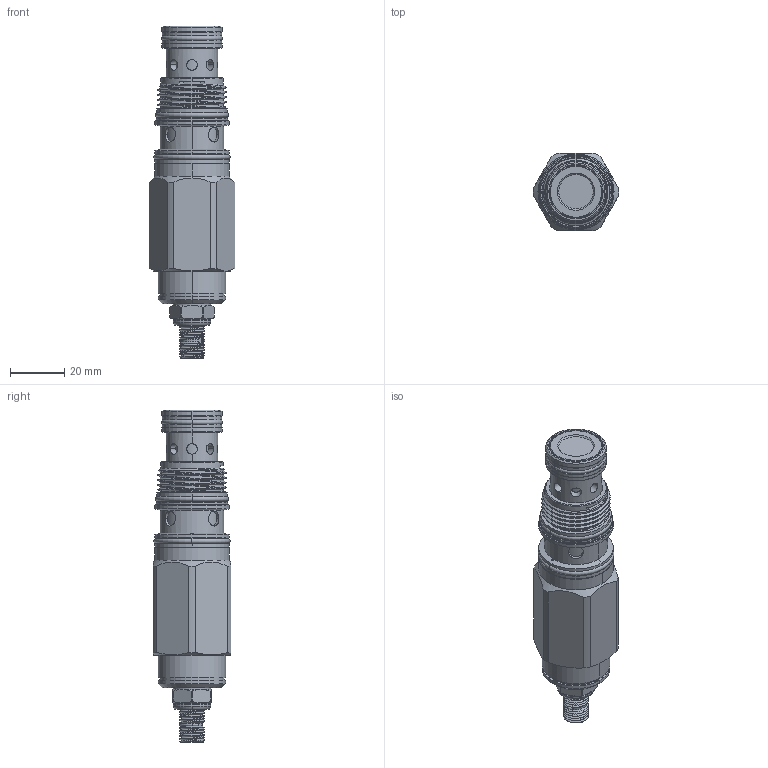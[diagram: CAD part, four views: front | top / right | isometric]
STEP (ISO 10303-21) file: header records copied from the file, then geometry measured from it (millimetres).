
FILE_DESCRIPTION (( 'STEP AP203' ), '1' );
FILE_NAME ('DD2A3Q-L.STEP', '2024-05-27T00:25:27', ( '' ), ( '' ), 'SwSTEP 2.0', 'SolidWorks 2018', '' );
FILE_SCHEMA (( 'CONFIG_CONTROL_DESIGN' ));
Length unit declared in the file: millimetre
Products named in the file (1): DD2A3Q-L
Bounding box: 31.59 x 28.57 x 122.3 mm (x, y, z)
Volume: 55956.4 mm3; surface area: 12745.4 mm2
Topology: 1 solids, 1 shells, 306 faces, 740 edges, 470 vertices
Faces by surface type: cylinder 167, plane 58, cone 45, torus 27, bspline 9
Entity records: 16366 total; most frequent: CARTESIAN_POINT 9484, ORIENTED_EDGE 1476, DIRECTION 1382, EDGE_CURVE 738, AXIS2_PLACEMENT_3D 579, VERTEX_POINT 470, EDGE_LOOP 342, ADVANCED_FACE 306
